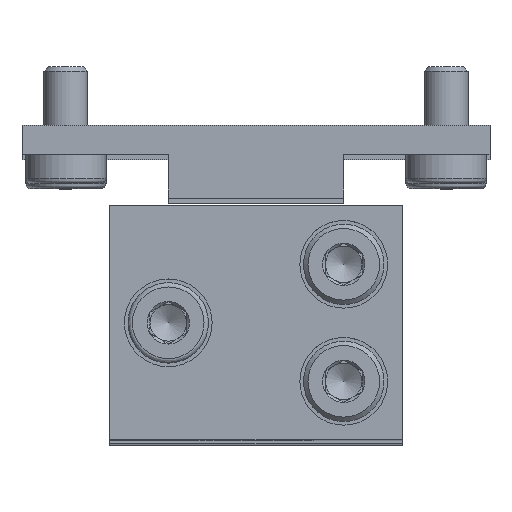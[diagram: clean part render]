
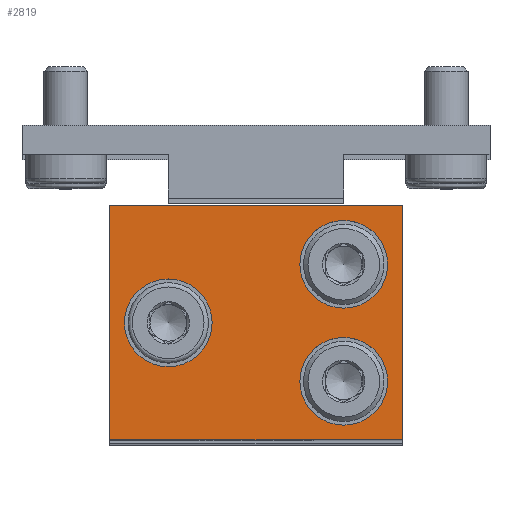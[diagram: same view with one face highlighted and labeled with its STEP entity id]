
A CAD part, top view. The second image highlights one B-rep face of the part: STEP entity #2819.
In plain terms, the highlighted planar face has unit normal (0, 0, 1).
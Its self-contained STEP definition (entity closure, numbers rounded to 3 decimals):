
#164=CIRCLE('',#3009,3.);
#165=CIRCLE('',#3010,3.);
#166=CIRCLE('',#3011,3.);
#292=ORIENTED_EDGE('',*,*,#886,.F.);
#293=ORIENTED_EDGE('',*,*,#887,.F.);
#294=ORIENTED_EDGE('',*,*,#888,.F.);
#295=ORIENTED_EDGE('',*,*,#881,.T.);
#296=ORIENTED_EDGE('',*,*,#870,.F.);
#297=ORIENTED_EDGE('',*,*,#876,.F.);
#298=ORIENTED_EDGE('',*,*,#884,.T.);
#870=EDGE_CURVE('',#1170,#1171,#1376,.T.);
#876=EDGE_CURVE('',#1175,#1170,#1381,.T.);
#881=EDGE_CURVE('',#1178,#1171,#1385,.T.);
#884=EDGE_CURVE('',#1175,#1178,#1388,.T.);
#886=EDGE_CURVE('',#1180,#1180,#164,.T.);
#887=EDGE_CURVE('',#1181,#1181,#165,.T.);
#888=EDGE_CURVE('',#1182,#1182,#166,.T.);
#1170=VERTEX_POINT('',#4014);
#1171=VERTEX_POINT('',#4016);
#1175=VERTEX_POINT('',#4026);
#1178=VERTEX_POINT('',#4036);
#1180=VERTEX_POINT('',#4045);
#1181=VERTEX_POINT('',#4047);
#1182=VERTEX_POINT('',#4049);
#1376=LINE('',#4015,#1550);
#1381=LINE('',#4027,#1555);
#1385=LINE('',#4035,#1559);
#1388=LINE('',#4041,#1562);
#1550=VECTOR('',#3287,1000.);
#1555=VECTOR('',#3296,1000.);
#1559=VECTOR('',#3304,1000.);
#1562=VECTOR('',#3309,1000.);
#1723=EDGE_LOOP('',(#292));
#1724=EDGE_LOOP('',(#293));
#1725=EDGE_LOOP('',(#294));
#1726=EDGE_LOOP('',(#295,#296,#297,#298));
#1949=FACE_BOUND('',#1723,.T.);
#1950=FACE_BOUND('',#1724,.T.);
#1951=FACE_BOUND('',#1725,.T.);
#1952=FACE_BOUND('',#1726,.T.);
#2179=PLANE('',#3008);
#2819=ADVANCED_FACE('',(#1949,#1950,#1951,#1952),#2179,.F.);
#3008=AXIS2_PLACEMENT_3D('',#4043,#3311,#3312);
#3009=AXIS2_PLACEMENT_3D('',#4044,#3313,#3314);
#3010=AXIS2_PLACEMENT_3D('',#4046,#3315,#3316);
#3011=AXIS2_PLACEMENT_3D('',#4048,#3317,#3318);
#3287=DIRECTION('',(0.,-1.,0.));
#3296=DIRECTION('',(1.,0.,0.));
#3304=DIRECTION('',(1.,0.,0.));
#3309=DIRECTION('',(0.,-1.,0.));
#3311=DIRECTION('',(0.,0.,-1.));
#3312=DIRECTION('',(-1.,0.,0.));
#3313=DIRECTION('',(0.,0.,1.));
#3314=DIRECTION('',(1.,0.,0.));
#3315=DIRECTION('',(0.,0.,1.));
#3316=DIRECTION('',(1.,0.,0.));
#3317=DIRECTION('',(0.,0.,1.));
#3318=DIRECTION('',(1.,0.,0.));
#4014=CARTESIAN_POINT('',(20.,16.,34.));
#4015=CARTESIAN_POINT('',(20.,16.,34.));
#4016=CARTESIAN_POINT('',(20.,0.,34.));
#4026=CARTESIAN_POINT('',(0.,16.,34.));
#4027=CARTESIAN_POINT('',(0.,16.,34.));
#4035=CARTESIAN_POINT('',(0.,0.,34.));
#4036=CARTESIAN_POINT('',(0.,0.,34.));
#4041=CARTESIAN_POINT('',(0.,16.,34.));
#4043=CARTESIAN_POINT('',(0.,16.,34.));
#4044=CARTESIAN_POINT('',(16.,8.,34.));
#4045=CARTESIAN_POINT('',(19.,8.,34.));
#4046=CARTESIAN_POINT('',(4.,12.,34.));
#4047=CARTESIAN_POINT('',(7.,12.,34.));
#4048=CARTESIAN_POINT('',(4.,4.,34.));
#4049=CARTESIAN_POINT('',(7.,4.,34.));
